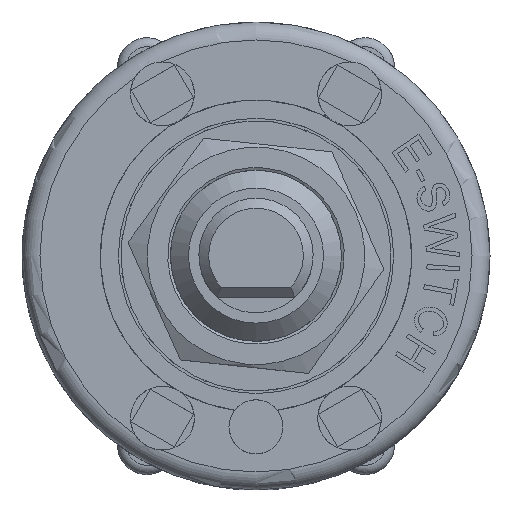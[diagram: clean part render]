
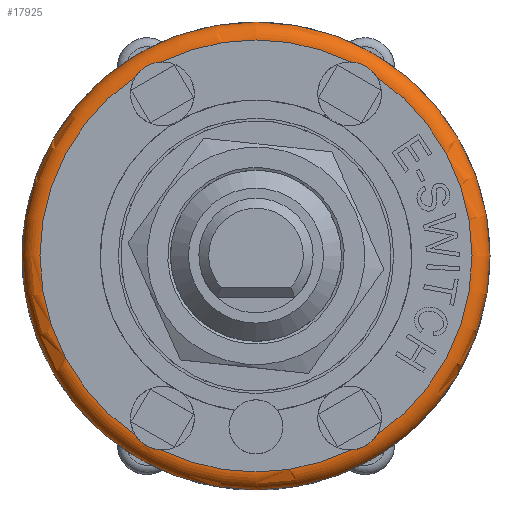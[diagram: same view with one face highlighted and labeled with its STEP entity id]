
A CAD part, top view. The second image highlights one B-rep face of the part: STEP entity #17925.
In plain terms, the highlighted toroidal (fillet/blend) face has major radius 12 mm and minor radius 1 mm.
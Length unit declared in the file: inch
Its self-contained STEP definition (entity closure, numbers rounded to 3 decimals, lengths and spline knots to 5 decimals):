
#26=TOROIDAL_SURFACE('',#19037,0.47244,0.03937);
#666=B_SPLINE_CURVE_WITH_KNOTS('',3,(#30718,#30719,#30720,#30721,#30722,
#30723,#30724,#30725,#30726,#30727,#30728,#30729),.UNSPECIFIED.,.F.,.F.,
(4,2,2,2,2,4),(-0.26924,-0.24463,-0.21597,
-0.19207,-0.16451,-0.13568),.UNSPECIFIED.);
#667=B_SPLINE_CURVE_WITH_KNOTS('',3,(#30741,#30742,#30743,#30744,#30745,
#30746,#30747,#30748,#30749,#30750,#30751,#30752),.UNSPECIFIED.,.F.,.F.,
(4,2,2,2,2,4),(-0.26924,-0.24463,-0.21597,
-0.19207,-0.16451,-0.13568),.UNSPECIFIED.);
#668=B_SPLINE_CURVE_WITH_KNOTS('',3,(#30769,#30770,#30771,#30772,#30773,
#30774,#30775,#30776,#30777,#30778,#30779,#30780),.UNSPECIFIED.,.F.,.F.,
(4,2,2,2,2,4),(-0.26924,-0.24463,-0.21597,
-0.19207,-0.16451,-0.13568),.UNSPECIFIED.);
#669=B_SPLINE_CURVE_WITH_KNOTS('',3,(#30802,#30803,#30804,#30805,#30806,
#30807,#30808,#30809,#30810,#30811,#30812,#30813),.UNSPECIFIED.,.F.,.F.,
(4,2,2,2,2,4),(-0.26924,-0.24463,-0.21597,
-0.19207,-0.16451,-0.13568),.UNSPECIFIED.);
#2199=FACE_OUTER_BOUND('',#3246,.T.);
#3246=EDGE_LOOP('',(#16560,#16561,#16562,#16563,#16564,#16565,#16566,#16567,
#16568,#16569,#16570,#16571));
#7356=CIRCLE('',#18990,0.51181);
#7383=CIRCLE('',#19038,0.03937);
#7384=CIRCLE('',#19039,0.47244);
#7385=CIRCLE('',#19040,0.47244);
#7386=CIRCLE('',#19041,0.47244);
#7387=CIRCLE('',#19042,0.47244);
#7388=CIRCLE('',#19043,0.47244);
#9055=VERTEX_POINT('',#30680);
#9063=VERTEX_POINT('',#30716);
#9064=VERTEX_POINT('',#30717);
#9067=VERTEX_POINT('',#30739);
#9068=VERTEX_POINT('',#30740);
#9073=VERTEX_POINT('',#30767);
#9074=VERTEX_POINT('',#30768);
#9081=VERTEX_POINT('',#30800);
#9082=VERTEX_POINT('',#30801);
#9085=VERTEX_POINT('',#30823);
#11592=EDGE_CURVE('',#9055,#9055,#7356,.T.);
#11610=EDGE_CURVE('',#9063,#9064,#666,.T.);
#11616=EDGE_CURVE('',#9067,#9068,#667,.T.);
#11624=EDGE_CURVE('',#9073,#9074,#668,.T.);
#11634=EDGE_CURVE('',#9081,#9082,#669,.T.);
#11640=EDGE_CURVE('',#9055,#9085,#7383,.T.);
#11641=EDGE_CURVE('',#9085,#9073,#7384,.T.);
#11642=EDGE_CURVE('',#9074,#9067,#7385,.T.);
#11643=EDGE_CURVE('',#9068,#9063,#7386,.T.);
#11644=EDGE_CURVE('',#9064,#9081,#7387,.T.);
#11645=EDGE_CURVE('',#9082,#9085,#7388,.T.);
#16560=ORIENTED_EDGE('',*,*,#11592,.T.);
#16561=ORIENTED_EDGE('',*,*,#11640,.T.);
#16562=ORIENTED_EDGE('',*,*,#11641,.T.);
#16563=ORIENTED_EDGE('',*,*,#11624,.T.);
#16564=ORIENTED_EDGE('',*,*,#11642,.T.);
#16565=ORIENTED_EDGE('',*,*,#11616,.T.);
#16566=ORIENTED_EDGE('',*,*,#11643,.T.);
#16567=ORIENTED_EDGE('',*,*,#11610,.T.);
#16568=ORIENTED_EDGE('',*,*,#11644,.T.);
#16569=ORIENTED_EDGE('',*,*,#11634,.T.);
#16570=ORIENTED_EDGE('',*,*,#11645,.T.);
#16571=ORIENTED_EDGE('',*,*,#11640,.F.);
#17925=ADVANCED_FACE('',(#2199),#26,.T.);
#18990=AXIS2_PLACEMENT_3D('',#30681,#22944,#22945);
#19037=AXIS2_PLACEMENT_3D('',#30822,#23055,#23056);
#19038=AXIS2_PLACEMENT_3D('',#30824,#23057,#23058);
#19039=AXIS2_PLACEMENT_3D('',#30825,#23059,#23060);
#19040=AXIS2_PLACEMENT_3D('',#30826,#23061,#23062);
#19041=AXIS2_PLACEMENT_3D('',#30827,#23063,#23064);
#19042=AXIS2_PLACEMENT_3D('',#30828,#23065,#23066);
#19043=AXIS2_PLACEMENT_3D('',#30829,#23067,#23068);
#22944=DIRECTION('center_axis',(0.,0.,1.));
#22945=DIRECTION('ref_axis',(-1.,0.,0.));
#23055=DIRECTION('center_axis',(0.,0.,-1.));
#23056=DIRECTION('ref_axis',(-1.,0.,0.));
#23057=DIRECTION('center_axis',(0.,-1.,0.));
#23058=DIRECTION('ref_axis',(1.,0.,0.));
#23059=DIRECTION('center_axis',(0.,0.,-1.));
#23060=DIRECTION('ref_axis',(-1.,0.,0.));
#23061=DIRECTION('center_axis',(0.,0.,-1.));
#23062=DIRECTION('ref_axis',(-1.,0.,0.));
#23063=DIRECTION('center_axis',(0.,0.,-1.));
#23064=DIRECTION('ref_axis',(-1.,0.,0.));
#23065=DIRECTION('center_axis',(0.,0.,-1.));
#23066=DIRECTION('ref_axis',(-1.,0.,0.));
#23067=DIRECTION('center_axis',(0.,0.,-1.));
#23068=DIRECTION('ref_axis',(-1.,0.,0.));
#30680=CARTESIAN_POINT('',(0.51181,0.,0.37402));
#30681=CARTESIAN_POINT('Origin',(0.,0.,0.37402));
#30716=CARTESIAN_POINT('',(-0.26379,0.39194,0.41339));
#30717=CARTESIAN_POINT('',(-0.20753,0.42442,0.41339));
#30718=CARTESIAN_POINT('Ctrl Pts',(-0.26379,0.39194,
0.41339));
#30719=CARTESIAN_POINT('Ctrl Pts',(-0.26165,0.39532,
0.41339));
#30720=CARTESIAN_POINT('Ctrl Pts',(-0.25918,0.39859,
0.41329));
#30721=CARTESIAN_POINT('Ctrl Pts',(-0.25306,0.40529,
0.41304));
#30722=CARTESIAN_POINT('Ctrl Pts',(-0.2494,0.40855,
0.4129));
#30723=CARTESIAN_POINT('Ctrl Pts',(-0.24211,0.41377,
0.41277));
#30724=CARTESIAN_POINT('Ctrl Pts',(-0.2386,0.41585,
0.41276));
#30725=CARTESIAN_POINT('Ctrl Pts',(-0.23069,0.41964,
0.41286));
#30726=CARTESIAN_POINT('Ctrl Pts',(-0.22626,0.42124,
0.41299));
#30727=CARTESIAN_POINT('Ctrl Pts',(-0.21694,0.42357,
0.41325));
#30728=CARTESIAN_POINT('Ctrl Pts',(-0.21219,0.42423,
0.41339));
#30729=CARTESIAN_POINT('Ctrl Pts',(-0.20753,0.42442,
0.41339));
#30739=CARTESIAN_POINT('',(-0.20753,-0.42442,0.41339));
#30740=CARTESIAN_POINT('',(-0.26379,-0.39194,0.41339));
#30741=CARTESIAN_POINT('Ctrl Pts',(-0.20753,-0.42442,
0.41339));
#30742=CARTESIAN_POINT('Ctrl Pts',(-0.21153,-0.42426,
0.41339));
#30743=CARTESIAN_POINT('Ctrl Pts',(-0.2156,-0.42375,
0.41329));
#30744=CARTESIAN_POINT('Ctrl Pts',(-0.22446,-0.42181,
0.41304));
#30745=CARTESIAN_POINT('Ctrl Pts',(-0.22911,-0.42026,
0.4129));
#30746=CARTESIAN_POINT('Ctrl Pts',(-0.23728,-0.41656,
0.41277));
#30747=CARTESIAN_POINT('Ctrl Pts',(-0.24084,-0.41456,
0.41276));
#30748=CARTESIAN_POINT('Ctrl Pts',(-0.24808,-0.4096,
0.41286));
#30749=CARTESIAN_POINT('Ctrl Pts',(-0.25168,-0.40656,
0.41299));
#30750=CARTESIAN_POINT('Ctrl Pts',(-0.25836,-0.39966,
0.41325));
#30751=CARTESIAN_POINT('Ctrl Pts',(-0.2613,-0.39588,
0.41339));
#30752=CARTESIAN_POINT('Ctrl Pts',(-0.26379,-0.39194,
0.41339));
#30767=CARTESIAN_POINT('',(0.26379,-0.39194,0.41339));
#30768=CARTESIAN_POINT('',(0.20753,-0.42442,0.41339));
#30769=CARTESIAN_POINT('Ctrl Pts',(0.26379,-0.39194,
0.41339));
#30770=CARTESIAN_POINT('Ctrl Pts',(0.26165,-0.39532,
0.41339));
#30771=CARTESIAN_POINT('Ctrl Pts',(0.25918,-0.39859,
0.41329));
#30772=CARTESIAN_POINT('Ctrl Pts',(0.25306,-0.40529,
0.41304));
#30773=CARTESIAN_POINT('Ctrl Pts',(0.2494,-0.40855,
0.4129));
#30774=CARTESIAN_POINT('Ctrl Pts',(0.24211,-0.41377,
0.41277));
#30775=CARTESIAN_POINT('Ctrl Pts',(0.2386,-0.41585,
0.41276));
#30776=CARTESIAN_POINT('Ctrl Pts',(0.23069,-0.41964,
0.41286));
#30777=CARTESIAN_POINT('Ctrl Pts',(0.22626,-0.42124,
0.41299));
#30778=CARTESIAN_POINT('Ctrl Pts',(0.21694,-0.42357,
0.41325));
#30779=CARTESIAN_POINT('Ctrl Pts',(0.21219,-0.42423,
0.41339));
#30780=CARTESIAN_POINT('Ctrl Pts',(0.20753,-0.42442,
0.41339));
#30800=CARTESIAN_POINT('',(0.20753,0.42442,0.41339));
#30801=CARTESIAN_POINT('',(0.26379,0.39194,0.41339));
#30802=CARTESIAN_POINT('Ctrl Pts',(0.20753,0.42442,0.41339));
#30803=CARTESIAN_POINT('Ctrl Pts',(0.21153,0.42426,
0.41339));
#30804=CARTESIAN_POINT('Ctrl Pts',(0.2156,0.42375,
0.41329));
#30805=CARTESIAN_POINT('Ctrl Pts',(0.22446,0.42181,0.41304));
#30806=CARTESIAN_POINT('Ctrl Pts',(0.22911,0.42026,
0.4129));
#30807=CARTESIAN_POINT('Ctrl Pts',(0.23728,0.41656,0.41277));
#30808=CARTESIAN_POINT('Ctrl Pts',(0.24084,0.41456,
0.41276));
#30809=CARTESIAN_POINT('Ctrl Pts',(0.24808,0.4096,
0.41286));
#30810=CARTESIAN_POINT('Ctrl Pts',(0.25168,0.40656,
0.41299));
#30811=CARTESIAN_POINT('Ctrl Pts',(0.25836,0.39966,
0.41325));
#30812=CARTESIAN_POINT('Ctrl Pts',(0.2613,0.39588,
0.41339));
#30813=CARTESIAN_POINT('Ctrl Pts',(0.26379,0.39194,
0.41339));
#30822=CARTESIAN_POINT('Origin',(0.,0.,0.37402));
#30823=CARTESIAN_POINT('',(0.47244,0.,0.41339));
#30824=CARTESIAN_POINT('Origin',(0.47244,0.,
0.37402));
#30825=CARTESIAN_POINT('Origin',(0.,0.,0.41339));
#30826=CARTESIAN_POINT('Origin',(0.,0.,0.41339));
#30827=CARTESIAN_POINT('Origin',(0.,0.,0.41339));
#30828=CARTESIAN_POINT('Origin',(0.,0.,0.41339));
#30829=CARTESIAN_POINT('Origin',(0.,0.,0.41339));
